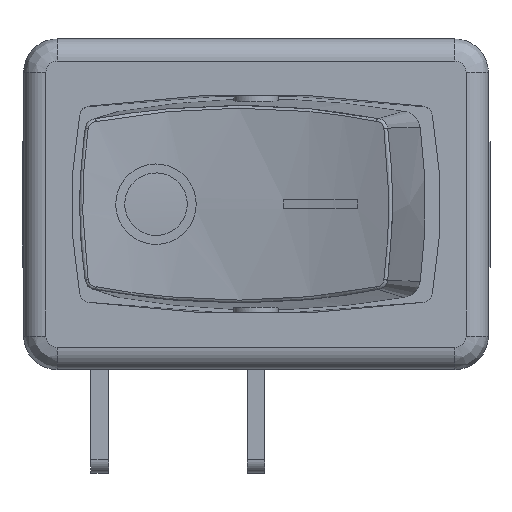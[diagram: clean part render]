
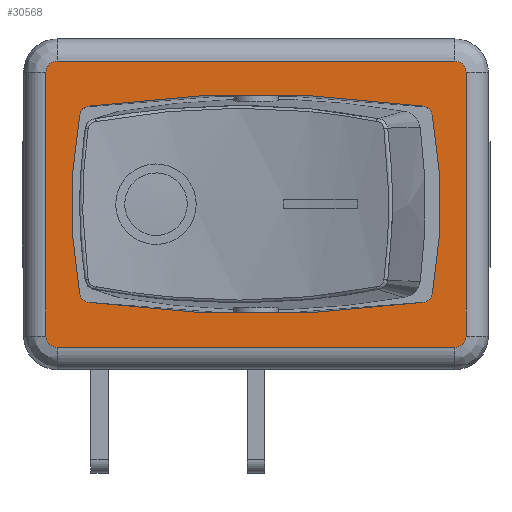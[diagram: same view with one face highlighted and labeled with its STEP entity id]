
A CAD part, top view. The second image highlights one B-rep face of the part: STEP entity #30568.
In plain terms, the highlighted planar face has unit normal (0, 0, 1).
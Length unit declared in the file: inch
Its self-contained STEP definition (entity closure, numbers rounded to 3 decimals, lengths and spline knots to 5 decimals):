
#29722=CARTESIAN_POINT('',(0.29401,0.17305,0.62992));
#29723=VERTEX_POINT('',#29722);
#29730=CARTESIAN_POINT('',(-0.29401,0.17305,0.62992));
#29731=VERTEX_POINT('',#29730);
#29732=CARTESIAN_POINT('',(0.,-1.97226,0.62992));
#29733=DIRECTION('',(0.0,0.0,-1.0));
#29734=DIRECTION('',(-0.136,-0.991,0.0));
#29735=AXIS2_PLACEMENT_3D('',#29732,#29733,#29734);
#29736=CIRCLE('',#29735,2.16535);
#29737=EDGE_CURVE('',#29731,#29723,#29736,.T.);
#29768=CARTESIAN_POINT('',(-0.3107,0.15711,0.62992));
#29769=VERTEX_POINT('',#29768);
#29770=CARTESIAN_POINT('',(-0.29134,0.15354,0.62992));
#29771=DIRECTION('',(0.0,0.0,-1.0));
#29772=DIRECTION('',(0.136,-0.991,0.0));
#29773=AXIS2_PLACEMENT_3D('',#29770,#29771,#29772);
#29774=CIRCLE('',#29773,0.01969);
#29775=EDGE_CURVE('',#29769,#29731,#29774,.T.);
#29801=CARTESIAN_POINT('',(-0.3107,-0.15711,0.62992));
#29802=VERTEX_POINT('',#29801);
#29803=CARTESIAN_POINT('',(0.54108,0.,0.62992));
#29804=DIRECTION('',(0.0,0.0,-1.0));
#29805=DIRECTION('',(0.983,-0.181,0.0));
#29806=AXIS2_PLACEMENT_3D('',#29803,#29804,#29805);
#29807=CIRCLE('',#29806,0.86614);
#29808=EDGE_CURVE('',#29802,#29769,#29807,.T.);
#29834=CARTESIAN_POINT('',(-0.29401,-0.17305,0.62992));
#29835=VERTEX_POINT('',#29834);
#29836=CARTESIAN_POINT('',(-0.29134,-0.15354,0.62992));
#29837=DIRECTION('',(0.0,0.0,-1.0));
#29838=DIRECTION('',(0.983,0.181,0.0));
#29839=AXIS2_PLACEMENT_3D('',#29836,#29837,#29838);
#29840=CIRCLE('',#29839,0.01969);
#29841=EDGE_CURVE('',#29835,#29802,#29840,.T.);
#29867=CARTESIAN_POINT('',(0.29401,-0.17305,0.62992));
#29868=VERTEX_POINT('',#29867);
#29869=CARTESIAN_POINT('',(0.,1.97226,0.62992));
#29870=DIRECTION('',(0.0,0.0,-1.0));
#29871=DIRECTION('',(0.136,0.991,0.0));
#29872=AXIS2_PLACEMENT_3D('',#29869,#29870,#29871);
#29873=CIRCLE('',#29872,2.16535);
#29874=EDGE_CURVE('',#29868,#29835,#29873,.T.);
#29905=CARTESIAN_POINT('',(0.3107,-0.15711,0.62992));
#29906=VERTEX_POINT('',#29905);
#29907=CARTESIAN_POINT('',(0.29134,-0.15354,0.62992));
#29908=DIRECTION('',(0.0,0.0,-1.0));
#29909=DIRECTION('',(-0.136,0.991,0.0));
#29910=AXIS2_PLACEMENT_3D('',#29907,#29908,#29909);
#29911=CIRCLE('',#29910,0.01969);
#29912=EDGE_CURVE('',#29906,#29868,#29911,.T.);
#29938=CARTESIAN_POINT('',(0.3107,0.15711,0.62992));
#29939=VERTEX_POINT('',#29938);
#29940=CARTESIAN_POINT('',(-0.54108,0.,0.62992));
#29941=DIRECTION('',(0.0,0.0,-1.0));
#29942=DIRECTION('',(-0.983,0.181,0.0));
#29943=AXIS2_PLACEMENT_3D('',#29940,#29941,#29942);
#29944=CIRCLE('',#29943,0.86614);
#29945=EDGE_CURVE('',#29939,#29906,#29944,.T.);
#29969=CARTESIAN_POINT('',(0.29134,0.15354,0.62992));
#29970=DIRECTION('',(0.0,0.0,-1.0));
#29971=DIRECTION('',(-0.983,-0.181,0.0));
#29972=AXIS2_PLACEMENT_3D('',#29969,#29970,#29971);
#29973=CIRCLE('',#29972,0.01969);
#29974=EDGE_CURVE('',#29723,#29939,#29973,.T.);
#30021=CARTESIAN_POINT('',(-0.37008,-0.23228,0.62992));
#30022=VERTEX_POINT('',#30021);
#30030=CARTESIAN_POINT('',(-0.37008,0.23228,0.62992));
#30031=VERTEX_POINT('',#30030);
#30032=CARTESIAN_POINT('',(-0.37008,-0.23228,0.62992));
#30033=DIRECTION('',(0.0,1.0,0.0));
#30034=VECTOR('',#30033,0.46457);
#30035=LINE('',#30032,#30034);
#30036=EDGE_CURVE('',#30022,#30031,#30035,.T.);
#30111=CARTESIAN_POINT('',(-0.35039,-0.25197,0.62992));
#30112=VERTEX_POINT('',#30111);
#30120=CARTESIAN_POINT('',(-0.35039,-0.23228,0.62992));
#30121=DIRECTION('',(0.0,0.0,-1.0));
#30122=DIRECTION('',(-0.707,-0.707,0.0));
#30123=AXIS2_PLACEMENT_3D('',#30120,#30121,#30122);
#30124=CIRCLE('',#30123,0.01969);
#30125=EDGE_CURVE('',#30112,#30022,#30124,.T.);
#30191=CARTESIAN_POINT('',(-0.35039,0.25197,0.62992));
#30192=VERTEX_POINT('',#30191);
#30210=CARTESIAN_POINT('',(-0.35039,0.23228,0.62992));
#30211=DIRECTION('',(0.0,0.0,-1.0));
#30212=DIRECTION('',(-0.707,0.707,0.0));
#30213=AXIS2_PLACEMENT_3D('',#30210,#30211,#30212);
#30214=CIRCLE('',#30213,0.01969);
#30215=EDGE_CURVE('',#30031,#30192,#30214,.T.);
#30227=CARTESIAN_POINT('',(0.35039,-0.25197,0.62992));
#30228=VERTEX_POINT('',#30227);
#30236=CARTESIAN_POINT('',(0.35039,-0.25197,0.62992));
#30237=DIRECTION('',(-1.0,0.0,0.0));
#30238=VECTOR('',#30237,0.70079);
#30239=LINE('',#30236,#30238);
#30240=EDGE_CURVE('',#30228,#30112,#30239,.T.);
#30257=CARTESIAN_POINT('',(0.35039,0.25197,0.62992));
#30258=VERTEX_POINT('',#30257);
#30275=CARTESIAN_POINT('',(-0.35039,0.25197,0.62992));
#30276=DIRECTION('',(1.0,0.0,0.0));
#30277=VECTOR('',#30276,0.70079);
#30278=LINE('',#30275,#30277);
#30279=EDGE_CURVE('',#30192,#30258,#30278,.T.);
#30339=CARTESIAN_POINT('',(0.37008,-0.23228,0.62992));
#30340=VERTEX_POINT('',#30339);
#30348=CARTESIAN_POINT('',(0.35039,-0.23228,0.62992));
#30349=DIRECTION('',(0.0,0.0,-1.0));
#30350=DIRECTION('',(0.707,-0.707,0.0));
#30351=AXIS2_PLACEMENT_3D('',#30348,#30349,#30350);
#30352=CIRCLE('',#30351,0.01969);
#30353=EDGE_CURVE('',#30340,#30228,#30352,.T.);
#30419=CARTESIAN_POINT('',(0.37008,0.23228,0.62992));
#30420=VERTEX_POINT('',#30419);
#30438=CARTESIAN_POINT('',(0.35039,0.23228,0.62992));
#30439=DIRECTION('',(0.0,0.0,-1.0));
#30440=DIRECTION('',(0.707,0.707,0.0));
#30441=AXIS2_PLACEMENT_3D('',#30438,#30439,#30440);
#30442=CIRCLE('',#30441,0.01969);
#30443=EDGE_CURVE('',#30258,#30420,#30442,.T.);
#30461=CARTESIAN_POINT('',(0.37008,0.23228,0.62992));
#30462=DIRECTION('',(0.0,-1.0,0.0));
#30463=VECTOR('',#30462,0.46457);
#30464=LINE('',#30461,#30463);
#30465=EDGE_CURVE('',#30420,#30340,#30464,.T.);
#30543=CARTESIAN_POINT('',(-0.40709,-0.27717,0.62992));
#30544=DIRECTION('',(0.0,0.0,1.0));
#30545=DIRECTION('',(1.0,0.0,0.0));
#30546=AXIS2_PLACEMENT_3D('',#30543,#30544,#30545);
#30547=PLANE('',#30546);
#30548=ORIENTED_EDGE('',*,*,#30036,.F.);
#30549=ORIENTED_EDGE('',*,*,#30125,.F.);
#30550=ORIENTED_EDGE('',*,*,#30240,.F.);
#30551=ORIENTED_EDGE('',*,*,#30353,.F.);
#30552=ORIENTED_EDGE('',*,*,#30465,.F.);
#30553=ORIENTED_EDGE('',*,*,#30443,.F.);
#30554=ORIENTED_EDGE('',*,*,#30279,.F.);
#30555=ORIENTED_EDGE('',*,*,#30215,.F.);
#30556=EDGE_LOOP('',(#30548,#30549,#30550,#30551,#30552,#30553,#30554,#30555));
#30557=FACE_OUTER_BOUND('',#30556,.T.);
#30558=ORIENTED_EDGE('',*,*,#29737,.T.);
#30559=ORIENTED_EDGE('',*,*,#29974,.T.);
#30560=ORIENTED_EDGE('',*,*,#29945,.T.);
#30561=ORIENTED_EDGE('',*,*,#29912,.T.);
#30562=ORIENTED_EDGE('',*,*,#29874,.T.);
#30563=ORIENTED_EDGE('',*,*,#29841,.T.);
#30564=ORIENTED_EDGE('',*,*,#29808,.T.);
#30565=ORIENTED_EDGE('',*,*,#29775,.T.);
#30566=EDGE_LOOP('',(#30558,#30559,#30560,#30561,#30562,#30563,#30564,#30565));
#30567=FACE_BOUND('',#30566,.T.);
#30568=ADVANCED_FACE('',(#30557,#30567),#30547,.T.);
